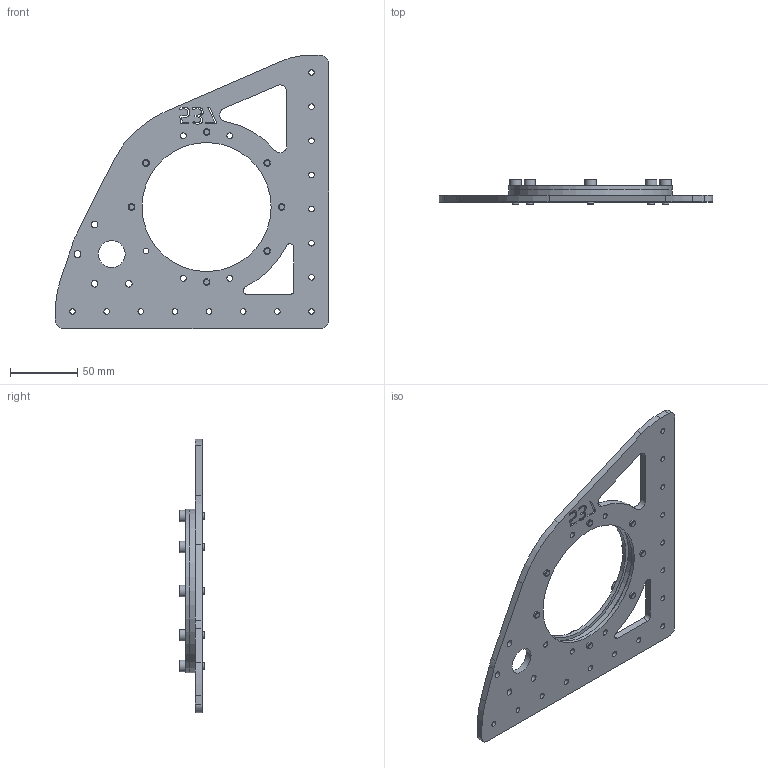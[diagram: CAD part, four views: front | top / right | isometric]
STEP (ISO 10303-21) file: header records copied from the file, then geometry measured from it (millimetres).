
FILE_DESCRIPTION(/* description */ ('STEP AP242','CAx-IF Rec.Pracs.---Representation and Presentation of Product Manufacturing Information (PMI)---4.0---2014-10-13','CAx-IF Rec.Pracs.---3D Tessellated Geometry---0.4---2014-09-14','2;1'),/* implementation_level */ '2;1');
FILE_NAME(/* name */ '667f820c4f66fd0abf31a154',/* time_stamp */ '2024-06-29T03:39:56Z',/* author */ (''),/* organization */ (''),/* preprocessor_version */ 'ST-DEVELOPER v20',/* originating_system */ ' ',/* authorisation */ ' ');
FILE_SCHEMA (('AP242_MANAGED_MODEL_BASED_3D_ENGINEERING_MIM_LF { 1 0 10303 442 1 1 4 }'));
Length unit declared in the file: metre
Products named in the file (5): Upper ASM; AS 1420 - 1973 - M5 x 14; M1574 - 2021 - SW2 - P018 ; M1574 - 2021 - SW2 - P009; M1574 - 2021 - SW2 - P007
Assembly tree (10 placements, depth 2):
  Upper ASM
    AS 1420 - 1973 - M5 x 14  x7
    M1574 - 2021 - SW2 - P018 
    M1574 - 2021 - SW2 - P009
    M1574 - 2021 - SW2 - P007
Bounding box: 203.2 x 19 x 203.2 mm (x, y, z)
Volume: 134553.8 mm3; surface area: 77227.8 mm2
Topology: 10 solids, 10 shells, 256 faces, 704 edges, 478 vertices
Faces by surface type: plane 103, cylinder 91, bspline 34, cone 14, torus 14
Full cylindrical faces by diameter (mm): 4.14 x15, 4.2 x12, 5 x35, 8.5 x7, 20 x1, 96 x2, 101.6 x2, 121.6 x2
Entity records: 5728 total; most frequent: CARTESIAN_POINT 1350, ORIENTED_EDGE 816, DIRECTION 762, EDGE_CURVE 408, FACE_BOUND 367, EDGE_LOOP 366, VERTEX_POINT 323, AXIS2_PLACEMENT_3D 304
